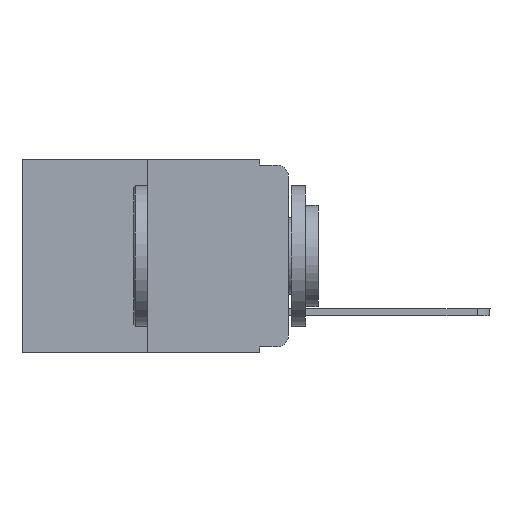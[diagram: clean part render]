
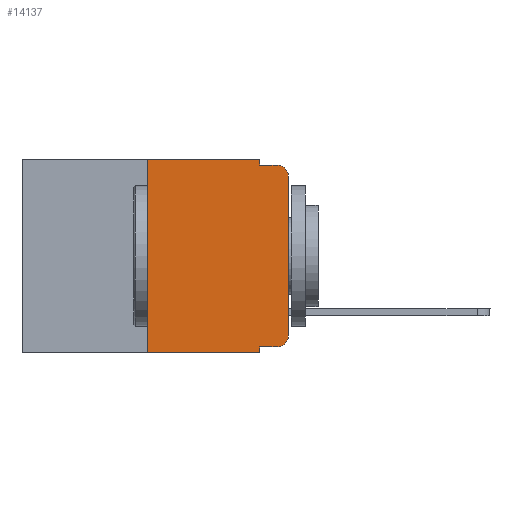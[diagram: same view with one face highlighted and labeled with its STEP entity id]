
A CAD part, left-side view. The second image highlights one B-rep face of the part: STEP entity #14137.
In plain terms, the highlighted planar face has unit normal (-1, 0, 0).
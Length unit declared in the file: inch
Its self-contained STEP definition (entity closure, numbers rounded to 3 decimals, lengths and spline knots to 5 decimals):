
#33 = CARTESIAN_POINT ( 'NONE',  ( 0., 0.051, -0.333 ) ) ;
#307 = CARTESIAN_POINT ( 'NONE',  ( 0., 0.25, 0. ) ) ;
#654 = EDGE_CURVE ( 'NONE', #1304, #23253, #20452, .T. ) ;
#905 = LINE ( 'NONE', #6586, #20179 ) ;
#934 = CARTESIAN_POINT ( 'NONE',  ( 0., 0.051, -0.333 ) ) ;
#1304 = VERTEX_POINT ( 'NONE', #15403 ) ;
#2463 = CARTESIAN_POINT ( 'NONE',  ( 0., 0., 0. ) ) ;
#2510 = CARTESIAN_POINT ( 'NONE',  ( 0., 0.25, 0. ) ) ;
#2794 = LINE ( 'NONE', #33, #15482 ) ;
#3127 = EDGE_CURVE ( 'NONE', #23253, #17576, #3135, .T. ) ;
#3135 = LINE ( 'NONE', #16596, #24461 ) ;
#3282 = FACE_OUTER_BOUND ( 'NONE', #18509, .T. ) ;
#3975 = VECTOR ( 'NONE', #5077, 39.37008 ) ;
#4155 = VECTOR ( 'NONE', #23292, 39.37008 ) ;
#4287 = DIRECTION ( 'NONE',  ( 0., 0., 1. ) ) ;
#4812 = VERTEX_POINT ( 'NONE', #9970 ) ;
#5077 = DIRECTION ( 'NONE',  ( 0., -1., 0. ) ) ;
#5143 = ORIENTED_EDGE ( 'NONE', *, *, #21523, .T. ) ;
#5397 = ORIENTED_EDGE ( 'NONE', *, *, #21740, .F. ) ;
#5564 = CARTESIAN_POINT ( 'NONE',  ( 0., 0.02, -0.313 ) ) ;
#6446 = DIRECTION ( 'NONE',  ( -1., 0., 0. ) ) ;
#6565 = VERTEX_POINT ( 'NONE', #14702 ) ;
#6586 = CARTESIAN_POINT ( 'NONE',  ( 0., 0.051, 0. ) ) ;
#6683 = CARTESIAN_POINT ( 'NONE',  ( 0., 0.051, 0. ) ) ;
#6959 = LINE ( 'NONE', #2463, #20909 ) ;
#7492 = EDGE_CURVE ( 'NONE', #13070, #4812, #6959, .T. ) ;
#7695 = CIRCLE ( 'NONE', #15915, 0.02 ) ;
#8058 = CARTESIAN_POINT ( 'NONE',  ( 0., 0.051, -0.01 ) ) ;
#8106 = ORIENTED_EDGE ( 'NONE', *, *, #16792, .F. ) ;
#8357 = DIRECTION ( 'NONE',  ( 0., 0., -1. ) ) ;
#9365 = CARTESIAN_POINT ( 'NONE',  ( 0., 0.473, 0. ) ) ;
#9970 = CARTESIAN_POINT ( 'NONE',  ( 0., 0., -0.03 ) ) ;
#10348 = EDGE_CURVE ( 'NONE', #4812, #17068, #14971, .T. ) ;
#11148 = ORIENTED_EDGE ( 'NONE', *, *, #7492, .T. ) ;
#11271 = DIRECTION ( 'NONE',  ( 0., 0., -1. ) ) ;
#11811 = EDGE_CURVE ( 'NONE', #16899, #22880, #2794, .T. ) ;
#12096 = VECTOR ( 'NONE', #23302, 39.37008 ) ;
#12117 = CARTESIAN_POINT ( 'NONE',  ( 0., 0.051, 0. ) ) ;
#13070 = VERTEX_POINT ( 'NONE', #17271 ) ;
#13144 = ORIENTED_EDGE ( 'NONE', *, *, #14199, .F. ) ;
#13311 = LINE ( 'NONE', #8058, #4155 ) ;
#13658 = ORIENTED_EDGE ( 'NONE', *, *, #3127, .F. ) ;
#14137 = ADVANCED_FACE ( 'NONE', ( #3282 ), #22687, .F. ) ;
#14199 = EDGE_CURVE ( 'NONE', #17576, #16054, #905, .T. ) ;
#14282 = CARTESIAN_POINT ( 'NONE',  ( 0., 0.02, -0.03 ) ) ;
#14702 = CARTESIAN_POINT ( 'NONE',  ( 0., 0.051, -0.343 ) ) ;
#14971 = CIRCLE ( 'NONE', #22411, 0.02 ) ;
#15403 = CARTESIAN_POINT ( 'NONE',  ( 0., 0.25, -0.343 ) ) ;
#15482 = VECTOR ( 'NONE', #22563, 39.37008 ) ;
#15915 = AXIS2_PLACEMENT_3D ( 'NONE', #5564, #20902, #18902 ) ;
#16054 = VERTEX_POINT ( 'NONE', #22966 ) ;
#16394 = CARTESIAN_POINT ( 'NONE',  ( 0., 0.473, -0.343 ) ) ;
#16404 = AXIS2_PLACEMENT_3D ( 'NONE', #9365, #20568, #11271 ) ;
#16534 = CARTESIAN_POINT ( 'NONE',  ( 0., 0.02, -0.01 ) ) ;
#16596 = CARTESIAN_POINT ( 'NONE',  ( 0., 0.473, 0. ) ) ;
#16792 = EDGE_CURVE ( 'NONE', #16899, #6565, #17094, .T. ) ;
#16899 = VERTEX_POINT ( 'NONE', #934 ) ;
#17068 = VERTEX_POINT ( 'NONE', #16534 ) ;
#17094 = LINE ( 'NONE', #12117, #12096 ) ;
#17271 = CARTESIAN_POINT ( 'NONE',  ( 0., 0., -0.313 ) ) ;
#17576 = VERTEX_POINT ( 'NONE', #6683 ) ;
#18001 = DIRECTION ( 'NONE',  ( 0., 0., -1. ) ) ;
#18500 = ORIENTED_EDGE ( 'NONE', *, *, #10348, .T. ) ;
#18509 = EDGE_LOOP ( 'NONE', ( #11148, #18500, #5397, #13144, #13658, #22646, #20150, #8106, #18602, #5143 ) ) ;
#18602 = ORIENTED_EDGE ( 'NONE', *, *, #11811, .T. ) ;
#18902 = DIRECTION ( 'NONE',  ( 0., 0., -1. ) ) ;
#19031 = DIRECTION ( 'NONE',  ( 0., -1., 0. ) ) ;
#20069 = CARTESIAN_POINT ( 'NONE',  ( 0., 0.02, -0.333 ) ) ;
#20150 = ORIENTED_EDGE ( 'NONE', *, *, #24478, .T. ) ;
#20179 = VECTOR ( 'NONE', #18001, 39.37008 ) ;
#20452 = LINE ( 'NONE', #307, #23098 ) ;
#20568 = DIRECTION ( 'NONE',  ( 1., 0., 0. ) ) ;
#20902 = DIRECTION ( 'NONE',  ( -1., 0., 0. ) ) ;
#20909 = VECTOR ( 'NONE', #21083, 39.37008 ) ;
#21083 = DIRECTION ( 'NONE',  ( 0., 0., 1. ) ) ;
#21523 = EDGE_CURVE ( 'NONE', #22880, #13070, #7695, .T. ) ;
#21740 = EDGE_CURVE ( 'NONE', #16054, #17068, #13311, .T. ) ;
#21768 = LINE ( 'NONE', #16394, #3975 ) ;
#22411 = AXIS2_PLACEMENT_3D ( 'NONE', #14282, #6446, #8357 ) ;
#22563 = DIRECTION ( 'NONE',  ( 0., -1., 0. ) ) ;
#22646 = ORIENTED_EDGE ( 'NONE', *, *, #654, .F. ) ;
#22687 = PLANE ( 'NONE',  #16404 ) ;
#22880 = VERTEX_POINT ( 'NONE', #20069 ) ;
#22966 = CARTESIAN_POINT ( 'NONE',  ( 0., 0.051, -0.01 ) ) ;
#23098 = VECTOR ( 'NONE', #4287, 39.37008 ) ;
#23253 = VERTEX_POINT ( 'NONE', #2510 ) ;
#23292 = DIRECTION ( 'NONE',  ( 0., -1., 0. ) ) ;
#23302 = DIRECTION ( 'NONE',  ( 0., 0., -1. ) ) ;
#24461 = VECTOR ( 'NONE', #19031, 39.37008 ) ;
#24478 = EDGE_CURVE ( 'NONE', #1304, #6565, #21768, .T. ) ;
